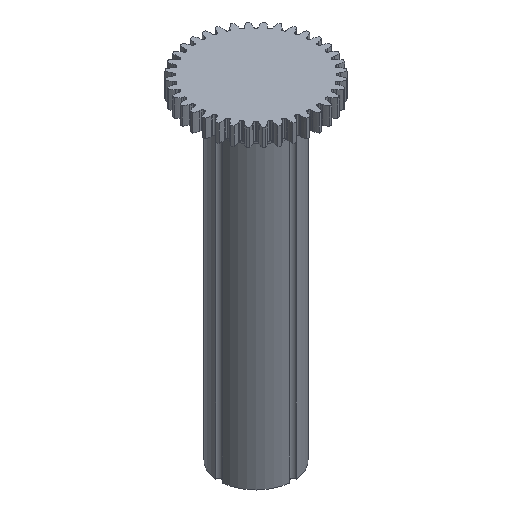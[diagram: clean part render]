
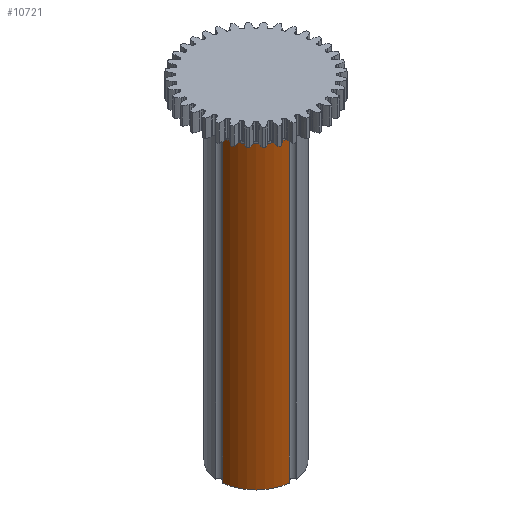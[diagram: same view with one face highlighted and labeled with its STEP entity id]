
A CAD part, isometric view. The second image highlights one B-rep face of the part: STEP entity #10721.
In plain terms, the highlighted cylindrical face has radius 12.375 mm (diameter 24.75 mm), a partial arc.
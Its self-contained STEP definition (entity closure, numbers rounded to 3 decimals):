
#10636 = VERTEX_POINT('',#10637);
#10637 = CARTESIAN_POINT('',(-1.136,-12.323,-3.5));
#10644 = EDGE_CURVE('',#10645,#10636,#10647,.T.);
#10645 = VERTEX_POINT('',#10646);
#10646 = CARTESIAN_POINT('',(-12.323,-1.136,-3.5));
#10647 = CIRCLE('',#10648,12.375);
#10648 = AXIS2_PLACEMENT_3D('',#10649,#10650,#10651);
#10649 = CARTESIAN_POINT('',(0.,0.,-3.5));
#10650 = DIRECTION('',(0.,0.,1.));
#10651 = DIRECTION('',(1.,0.,0.));
#10700 = EDGE_CURVE('',#10645,#10701,#10703,.T.);
#10701 = VERTEX_POINT('',#10702);
#10702 = CARTESIAN_POINT('',(-12.323,-1.136,-106.));
#10703 = LINE('',#10704,#10705);
#10704 = CARTESIAN_POINT('',(-12.323,-1.136,-3.5));
#10705 = VECTOR('',#10706,1.);
#10706 = DIRECTION('',(-0.,-0.,-1.));
#10721 = ADVANCED_FACE('',(#10722),#10741,.T.);
#10722 = FACE_BOUND('',#10723,.T.);
#10723 = EDGE_LOOP('',(#10724,#10725,#10734,#10740));
#10724 = ORIENTED_EDGE('',*,*,#10700,.T.);
#10725 = ORIENTED_EDGE('',*,*,#10726,.T.);
#10726 = EDGE_CURVE('',#10701,#10727,#10729,.T.);
#10727 = VERTEX_POINT('',#10728);
#10728 = CARTESIAN_POINT('',(-1.136,-12.323,-106.));
#10729 = CIRCLE('',#10730,12.375);
#10730 = AXIS2_PLACEMENT_3D('',#10731,#10732,#10733);
#10731 = CARTESIAN_POINT('',(0.,0.,-106.));
#10732 = DIRECTION('',(0.,0.,1.));
#10733 = DIRECTION('',(1.,0.,0.));
#10734 = ORIENTED_EDGE('',*,*,#10735,.F.);
#10735 = EDGE_CURVE('',#10636,#10727,#10736,.T.);
#10736 = LINE('',#10737,#10738);
#10737 = CARTESIAN_POINT('',(-1.136,-12.323,-3.5));
#10738 = VECTOR('',#10739,1.);
#10739 = DIRECTION('',(-0.,-0.,-1.));
#10740 = ORIENTED_EDGE('',*,*,#10644,.F.);
#10741 = CYLINDRICAL_SURFACE('',#10742,12.375);
#10742 = AXIS2_PLACEMENT_3D('',#10743,#10744,#10745);
#10743 = CARTESIAN_POINT('',(0.,0.,-3.5));
#10744 = DIRECTION('',(0.,0.,1.));
#10745 = DIRECTION('',(1.,0.,0.));
